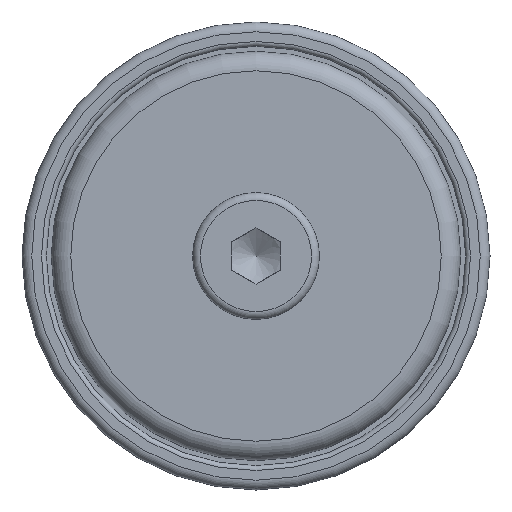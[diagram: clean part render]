
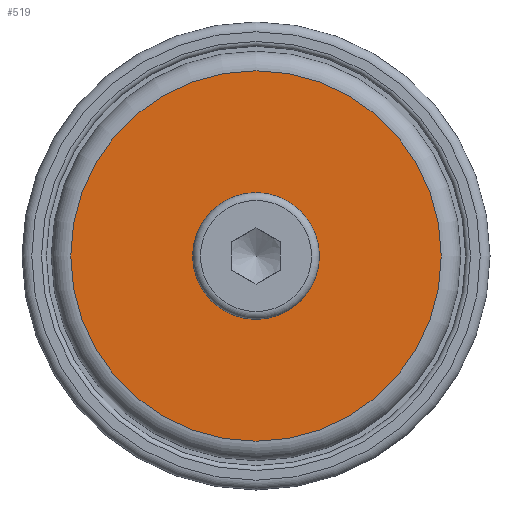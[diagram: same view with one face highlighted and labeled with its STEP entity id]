
A CAD part, left-side view. The second image highlights one B-rep face of the part: STEP entity #519.
In plain terms, the highlighted planar face has unit normal (-1, 0, 0).
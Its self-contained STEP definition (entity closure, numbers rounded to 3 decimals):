
#485=CARTESIAN_POINT('',(-6.5,6.5,0.0));
#486=VERTEX_POINT('',#485);
#487=CARTESIAN_POINT('',(-6.5,0.0,0.0));
#488=DIRECTION('',(1.0,0.0,0.0));
#489=DIRECTION('',(0.0,1.0,0.0));
#490=AXIS2_PLACEMENT_3D('',#487,#488,#489);
#491=CIRCLE('',#490,6.5);
#492=EDGE_CURVE('',#486,#486,#491,.T.);
#500=CARTESIAN_POINT('',(-6.5,12.75,0.0));
#501=DIRECTION('',(-1.0,0.0,0.0));
#502=DIRECTION('',(0.0,0.0,1.0));
#503=AXIS2_PLACEMENT_3D('',#500,#501,#502);
#504=PLANE('',#503);
#505=CARTESIAN_POINT('',(-6.5,19.0,0.0));
#506=VERTEX_POINT('',#505);
#507=CARTESIAN_POINT('',(-6.5,0.0,0.0));
#508=DIRECTION('',(1.0,0.0,0.0));
#509=DIRECTION('',(0.0,1.0,0.0));
#510=AXIS2_PLACEMENT_3D('',#507,#508,#509);
#511=CIRCLE('',#510,19.0);
#512=EDGE_CURVE('',#506,#506,#511,.T.);
#513=ORIENTED_EDGE('',*,*,#512,.F.);
#514=EDGE_LOOP('',(#513));
#515=FACE_OUTER_BOUND('',#514,.T.);
#516=ORIENTED_EDGE('',*,*,#492,.T.);
#517=EDGE_LOOP('',(#516));
#518=FACE_BOUND('',#517,.T.);
#519=ADVANCED_FACE('',(#515,#518),#504,.T.);
